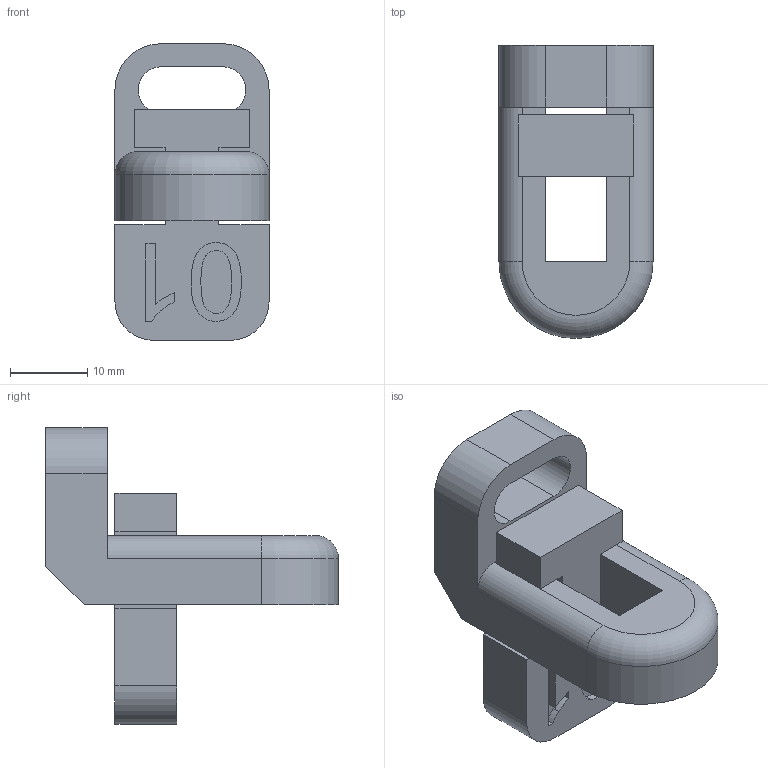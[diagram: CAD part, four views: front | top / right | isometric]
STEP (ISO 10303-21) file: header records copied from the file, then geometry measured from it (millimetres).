
FILE_DESCRIPTION(/* description */ (''),/* implementation_level */ '2;1');
FILE_NAME(/* name */ '3D프린터운용기능사_도면_1 v5.step',/* time_stamp */ '2021-05-22T16:07:34+09:00',/* author */ (''),/* organization */ (''),/* preprocessor_version */ 'ST-DEVELOPER v18.1',/* originating_system */ 'Autodesk Translation Framework v10.6.0.1341',/* authorisation */ '');
FILE_SCHEMA (('AUTOMOTIVE_DESIGN { 1 0 10303 214 3 1 1 }'));
Length unit declared in the file: millimetre
Products named in the file (3): 3D프린터운용기능사_도면_
1; Component1; Component2
Assembly tree (2 placements, depth 2):
  3D프린터운용기능사_도면_
1
    Component1
    Component2
Bounding box: 20 x 38 x 38.5 mm (x, y, z)
Volume: 9566.9 mm3; surface area: 5087.1 mm2
Topology: 2 solids, 2 shells, 69 faces, 187 edges, 124 vertices
Faces by surface type: plane 35, bspline 24, cylinder 9, torus 1
Entity records: 2285 total; most frequent: CARTESIAN_POINT 601, ORIENTED_EDGE 374, DIRECTION 258, EDGE_CURVE 187, VERTEX_POINT 124, LINE 120, VECTOR 120, EDGE_LOOP 75
